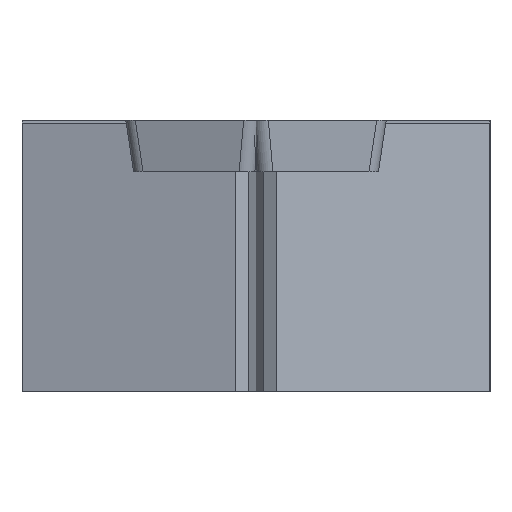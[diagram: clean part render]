
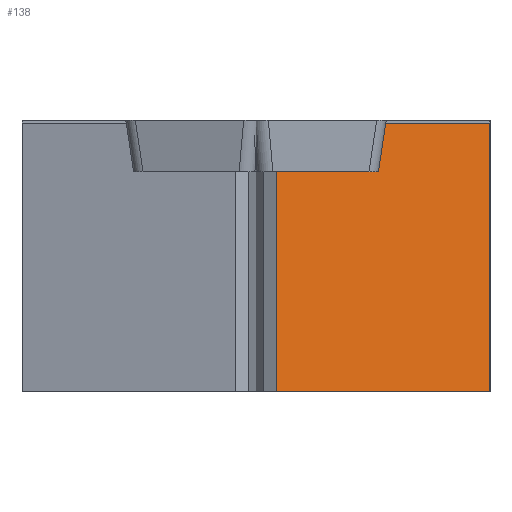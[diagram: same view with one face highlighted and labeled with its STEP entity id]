
A CAD part, left-side view. The second image highlights one B-rep face of the part: STEP entity #138.
In plain terms, the highlighted planar face has unit normal (-0.966, -0.259, 0).
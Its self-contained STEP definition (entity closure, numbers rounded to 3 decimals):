
#138=ADVANCED_FACE('',(#211),#177,.F.);
#177=PLANE('',#865);
#211=FACE_OUTER_BOUND('',#257,.T.);
#257=EDGE_LOOP('',(#364,#365,#366,#367));
#364=ORIENTED_EDGE('',*,*,#614,.F.);
#365=ORIENTED_EDGE('',*,*,#608,.F.);
#366=ORIENTED_EDGE('',*,*,#615,.F.);
#367=ORIENTED_EDGE('',*,*,#616,.F.);
#528=VERTEX_POINT('',#1208);
#529=VERTEX_POINT('',#1210);
#532=VERTEX_POINT('',#1221);
#533=VERTEX_POINT('',#1223);
#608=EDGE_CURVE('',#528,#529,#700,.T.);
#614=EDGE_CURVE('',#529,#532,#706,.T.);
#615=EDGE_CURVE('',#533,#528,#707,.T.);
#616=EDGE_CURVE('',#532,#533,#708,.T.);
#700=LINE('',#1209,#780);
#706=LINE('',#1220,#786);
#707=LINE('',#1222,#787);
#708=LINE('',#1224,#788);
#780=VECTOR('',#985,1.);
#786=VECTOR('',#995,1.);
#787=VECTOR('',#996,1.);
#788=VECTOR('',#997,1.);
#865=AXIS2_PLACEMENT_3D('',#1225,#998,#999);
#985=DIRECTION('',(0.,0.,-1.));
#995=DIRECTION('',(-0.259,0.966,0.));
#996=DIRECTION('',(0.259,-0.966,0.));
#997=DIRECTION('',(0.,0.,1.));
#998=DIRECTION('',(0.966,0.259,0.));
#999=DIRECTION('',(0.259,-0.966,0.));
#1208=CARTESIAN_POINT('',(14.39,-43.134,-0.525));
#1209=CARTESIAN_POINT('',(14.39,-43.134,-0.025));
#1210=CARTESIAN_POINT('',(14.39,-43.134,-50.025));
#1220=CARTESIAN_POINT('',(14.39,-43.134,-50.025));
#1221=CARTESIAN_POINT('',(3.868,-3.866,-50.025));
#1222=CARTESIAN_POINT('',(14.39,-43.134,-0.525));
#1223=CARTESIAN_POINT('',(3.868,-3.866,-0.525));
#1224=CARTESIAN_POINT('',(3.868,-3.866,-0.025));
#1225=CARTESIAN_POINT('',(14.39,-43.134,-0.025));
